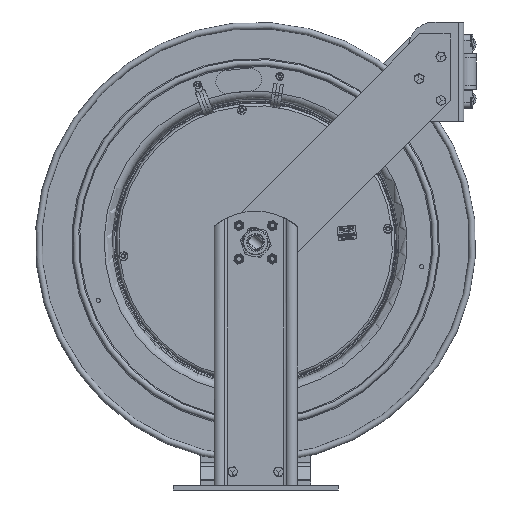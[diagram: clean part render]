
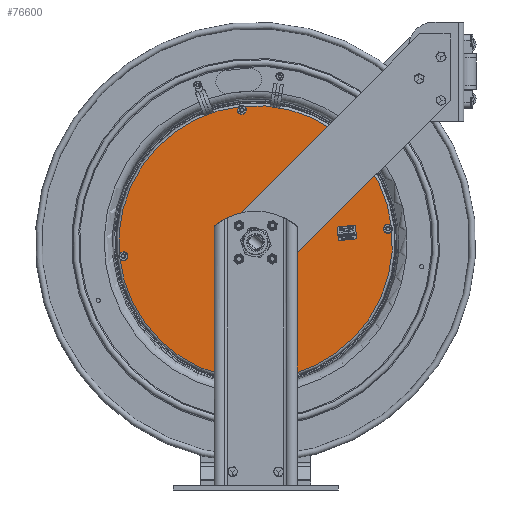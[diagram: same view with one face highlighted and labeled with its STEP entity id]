
A CAD part, front view. The second image highlights one B-rep face of the part: STEP entity #76600.
In plain terms, the highlighted planar face has unit normal (0, -1, 0).
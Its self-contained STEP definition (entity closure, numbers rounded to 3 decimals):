
#4740=FACE_BOUND('',#10787,.T.);
#4741=FACE_BOUND('',#10788,.T.);
#4742=FACE_BOUND('',#10789,.T.);
#4743=FACE_BOUND('',#10790,.T.);
#4744=FACE_BOUND('',#10791,.T.);
#7388=FACE_OUTER_BOUND('',#10786,.T.);
#10786=EDGE_LOOP('',(#66436));
#10787=EDGE_LOOP('',(#66437));
#10788=EDGE_LOOP('',(#66438));
#10789=EDGE_LOOP('',(#66439));
#10790=EDGE_LOOP('',(#66440));
#10791=EDGE_LOOP('',(#66441));
#13952=CIRCLE('',#82459,7.455);
#13953=CIRCLE('',#82460,0.655);
#13954=CIRCLE('',#82461,0.14);
#13955=CIRCLE('',#82462,0.14);
#13956=CIRCLE('',#82463,0.14);
#13957=CIRCLE('',#82464,0.14);
#36219=VERTEX_POINT('',#134149);
#36220=VERTEX_POINT('',#134151);
#36221=VERTEX_POINT('',#134153);
#36222=VERTEX_POINT('',#134155);
#36223=VERTEX_POINT('',#134157);
#36224=VERTEX_POINT('',#134159);
#48652=EDGE_CURVE('',#36219,#36219,#13952,.T.);
#48653=EDGE_CURVE('',#36220,#36220,#13953,.T.);
#48654=EDGE_CURVE('',#36221,#36221,#13954,.T.);
#48655=EDGE_CURVE('',#36222,#36222,#13955,.T.);
#48656=EDGE_CURVE('',#36223,#36223,#13956,.T.);
#48657=EDGE_CURVE('',#36224,#36224,#13957,.T.);
#66436=ORIENTED_EDGE('',*,*,#48652,.F.);
#66437=ORIENTED_EDGE('',*,*,#48653,.T.);
#66438=ORIENTED_EDGE('',*,*,#48654,.T.);
#66439=ORIENTED_EDGE('',*,*,#48655,.T.);
#66440=ORIENTED_EDGE('',*,*,#48656,.T.);
#66441=ORIENTED_EDGE('',*,*,#48657,.T.);
#70817=PLANE('',#82458);
#76600=ADVANCED_FACE('',(#7388,#4740,#4741,#4742,#4743,#4744),#70817,.T.);
#82458=AXIS2_PLACEMENT_3D('',#134148,#98826,#98827);
#82459=AXIS2_PLACEMENT_3D('',#134150,#98828,#98829);
#82460=AXIS2_PLACEMENT_3D('',#134152,#98830,#98831);
#82461=AXIS2_PLACEMENT_3D('',#134154,#98832,#98833);
#82462=AXIS2_PLACEMENT_3D('',#134156,#98834,#98835);
#82463=AXIS2_PLACEMENT_3D('',#134158,#98836,#98837);
#82464=AXIS2_PLACEMENT_3D('',#134160,#98838,#98839);
#98826=DIRECTION('center_axis',(0.,-1.,0.));
#98827=DIRECTION('ref_axis',(0.995,0.,0.104));
#98828=DIRECTION('center_axis',(0.,1.,0.));
#98829=DIRECTION('ref_axis',(0.995,0.,0.104));
#98830=DIRECTION('center_axis',(0.,1.,0.));
#98831=DIRECTION('ref_axis',(-0.995,0.,-0.104));
#98832=DIRECTION('center_axis',(0.,1.,0.));
#98833=DIRECTION('ref_axis',(0.995,0.,0.104));
#98834=DIRECTION('center_axis',(0.,1.,0.));
#98835=DIRECTION('ref_axis',(0.995,0.,0.104));
#98836=DIRECTION('center_axis',(0.,1.,0.));
#98837=DIRECTION('ref_axis',(0.995,0.,0.104));
#98838=DIRECTION('center_axis',(0.,1.,0.));
#98839=DIRECTION('ref_axis',(0.995,0.,0.104));
#134148=CARTESIAN_POINT('Origin',(0.,-0.857,
13.49));
#134149=CARTESIAN_POINT('',(-7.415,-0.857,12.716));
#134150=CARTESIAN_POINT('Origin',(0.,-0.857,
13.49));
#134151=CARTESIAN_POINT('',(0.651,-0.857,13.558));
#134152=CARTESIAN_POINT('Origin',(0.,-0.857,
13.49));
#134153=CARTESIAN_POINT('',(7.35,-0.857,14.257));
#134154=CARTESIAN_POINT('Origin',(7.211,-0.857,14.243));
#134155=CARTESIAN_POINT('',(0.892,-0.857,6.294));
#134156=CARTESIAN_POINT('Origin',(0.753,-0.857,
6.279));
#134157=CARTESIAN_POINT('',(-0.614,-0.857,20.715));
#134158=CARTESIAN_POINT('Origin',(-0.753,-0.857,
20.701));
#134159=CARTESIAN_POINT('',(-7.072,-0.857,12.752));
#134160=CARTESIAN_POINT('Origin',(-7.211,-0.857,12.737));
